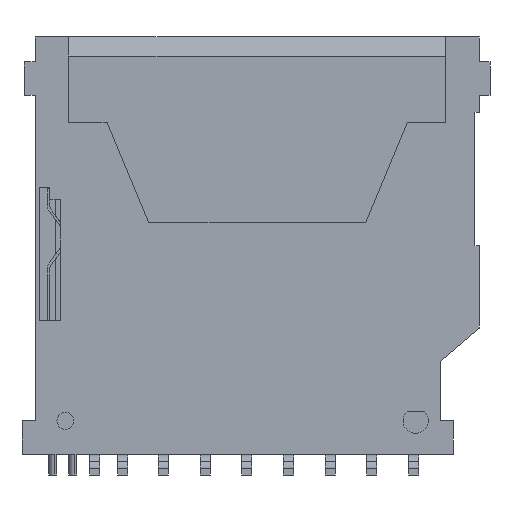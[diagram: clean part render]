
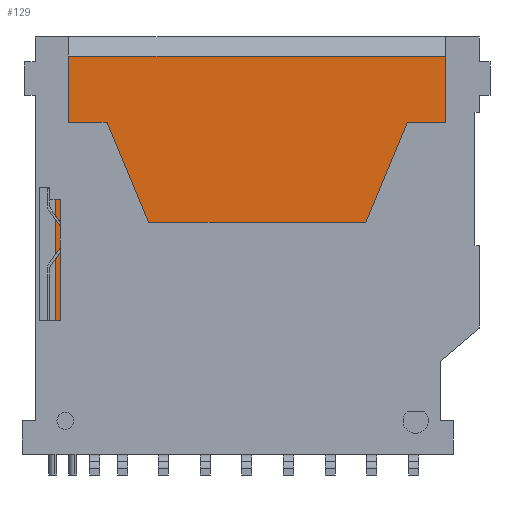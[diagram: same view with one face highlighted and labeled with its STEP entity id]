
A CAD part, front view. The second image highlights one B-rep face of the part: STEP entity #129.
In plain terms, the highlighted planar face has unit normal (0, -1, 0).
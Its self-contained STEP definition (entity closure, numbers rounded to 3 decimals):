
#129=ADVANCED_FACE('',(#575),#576,.T.);
#575=FACE_OUTER_BOUND('',#1372,.T.);
#576=PLANE('',#1373);
#1372=EDGE_LOOP('',(#2586,#2587,#2588,#2589,#2590,#2591,#2592,#2593,#2594,#2595,#2596,#2597,#2598,#2599,#2600,#2601,#2602));
#1373=AXIS2_PLACEMENT_3D('',#2603,#2604,#2605);
#2586=ORIENTED_EDGE('',*,*,#5619,.T.);
#2587=ORIENTED_EDGE('',*,*,#5617,.T.);
#2588=ORIENTED_EDGE('',*,*,#5620,.F.);
#2589=ORIENTED_EDGE('',*,*,#5621,.F.);
#2590=ORIENTED_EDGE('',*,*,#5560,.F.);
#2591=ORIENTED_EDGE('',*,*,#5554,.F.);
#2592=ORIENTED_EDGE('',*,*,#5585,.T.);
#2593=ORIENTED_EDGE('',*,*,#5563,.T.);
#2594=ORIENTED_EDGE('',*,*,#5558,.F.);
#2595=ORIENTED_EDGE('',*,*,#5622,.F.);
#2596=ORIENTED_EDGE('',*,*,#5623,.F.);
#2597=ORIENTED_EDGE('',*,*,#5624,.F.);
#2598=ORIENTED_EDGE('',*,*,#5625,.T.);
#2599=ORIENTED_EDGE('',*,*,#5626,.F.);
#2600=ORIENTED_EDGE('',*,*,#5517,.F.);
#2601=ORIENTED_EDGE('',*,*,#5627,.F.);
#2602=ORIENTED_EDGE('',*,*,#5609,.T.);
#2603=CARTESIAN_POINT('',(0.0,1.15,0.0));
#2604=DIRECTION('',(0.0,-1.0,0.0));
#2605=DIRECTION('',(0.0,0.0,-1.0));
#5517=EDGE_CURVE('',#6707,#6709,#6710,.T.);
#5554=EDGE_CURVE('',#6764,#6766,#6767,.T.);
#5558=EDGE_CURVE('',#6771,#6773,#6774,.T.);
#5560=EDGE_CURVE('',#6766,#6776,#6777,.T.);
#5563=EDGE_CURVE('',#6781,#6773,#6782,.T.);
#5585=EDGE_CURVE('',#6764,#6781,#6821,.T.);
#5609=EDGE_CURVE('',#6864,#6862,#6865,.T.);
#5617=EDGE_CURVE('',#6878,#6876,#6879,.T.);
#5619=EDGE_CURVE('',#6862,#6878,#6881,.T.);
#5620=EDGE_CURVE('',#6882,#6876,#6883,.T.);
#5621=EDGE_CURVE('',#6776,#6882,#6884,.T.);
#5622=EDGE_CURVE('',#6885,#6771,#6886,.T.);
#5623=EDGE_CURVE('',#6887,#6885,#6888,.T.);
#5624=EDGE_CURVE('',#6889,#6887,#6890,.T.);
#5625=EDGE_CURVE('',#6889,#6891,#6892,.T.);
#5626=EDGE_CURVE('',#6709,#6891,#6893,.T.);
#5627=EDGE_CURVE('',#6864,#6707,#6894,.T.);
#6707=VERTEX_POINT('',#8607);
#6709=VERTEX_POINT('',#8610);
#6710=LINE('',#8611,#8612);
#6764=VERTEX_POINT('',#8701);
#6766=VERTEX_POINT('',#8704);
#6767=LINE('',#8705,#8706);
#6771=VERTEX_POINT('',#8712);
#6773=VERTEX_POINT('',#8715);
#6774=LINE('',#8716,#8717);
#6776=VERTEX_POINT('',#8720);
#6777=LINE('',#8721,#8722);
#6781=VERTEX_POINT('',#8728);
#6782=LINE('',#8729,#8730);
#6821=LINE('',#8786,#8787);
#6862=VERTEX_POINT('',#8850);
#6864=VERTEX_POINT('',#8853);
#6865=LINE('',#8854,#8855);
#6876=VERTEX_POINT('',#8872);
#6878=VERTEX_POINT('',#8875);
#6879=LINE('',#8876,#8877);
#6881=LINE('',#8880,#8881);
#6882=VERTEX_POINT('',#8882);
#6883=LINE('',#8883,#8884);
#6884=LINE('',#8885,#8886);
#6885=VERTEX_POINT('',#8887);
#6886=LINE('',#8888,#8889);
#6887=VERTEX_POINT('',#8890);
#6888=LINE('',#8891,#8892);
#6889=VERTEX_POINT('',#8893);
#6890=LINE('',#8894,#8895);
#6891=VERTEX_POINT('',#8896);
#6892=LINE('',#8897,#8898);
#6893=LINE('',#8899,#8900);
#6894=LINE('',#8901,#8902);
#8607=CARTESIAN_POINT('',(-12.1,1.15,-21.0));
#8610=CARTESIAN_POINT('',(-12.1,1.15,-1.497));
#8611=CARTESIAN_POINT('',(-12.1,1.15,-21.0));
#8612=VECTOR('',#11187,19.503);
#8701=CARTESIAN_POINT('',(12.3,1.15,-12.5));
#8704=CARTESIAN_POINT('',(12.1,1.15,-12.5));
#8705=CARTESIAN_POINT('',(12.3,1.15,-12.5));
#8706=VECTOR('',#11224,0.2);
#8712=CARTESIAN_POINT('',(12.1,1.15,-1.497));
#8715=CARTESIAN_POINT('',(12.1,1.15,-8.5));
#8716=CARTESIAN_POINT('',(12.1,1.15,-1.497));
#8717=VECTOR('',#11228,7.003);
#8720=CARTESIAN_POINT('',(12.1,1.15,-17.3));
#8721=CARTESIAN_POINT('',(12.1,1.15,-12.5));
#8722=VECTOR('',#11230,4.8);
#8728=CARTESIAN_POINT('',(12.3,1.15,-8.5));
#8729=CARTESIAN_POINT('',(12.3,1.15,-8.5));
#8730=VECTOR('',#11233,0.2);
#8786=CARTESIAN_POINT('',(12.3,1.15,-12.5));
#8787=VECTOR('',#11263,4.0);
#8850=CARTESIAN_POINT('',(-11.8,1.15,-20.0));
#8853=CARTESIAN_POINT('',(-11.8,1.15,-21.0));
#8854=CARTESIAN_POINT('',(-11.8,1.15,-21.0));
#8855=VECTOR('',#11287,1.0);
#8872=CARTESIAN_POINT('',(5.95,1.15,-21.0));
#8875=CARTESIAN_POINT('',(5.95,1.15,-20.0));
#8876=CARTESIAN_POINT('',(5.95,1.15,-20.0));
#8877=VECTOR('',#11295,1.0);
#8880=CARTESIAN_POINT('',(-11.8,1.15,-20.0));
#8881=VECTOR('',#11297,17.75);
#8882=CARTESIAN_POINT('',(7.771,1.15,-21.0));
#8883=CARTESIAN_POINT('',(7.771,1.15,-21.0));
#8884=VECTOR('',#11298,1.821);
#8885=CARTESIAN_POINT('',(12.1,1.15,-17.3));
#8886=VECTOR('',#11299,5.695);
#8887=CARTESIAN_POINT('',(11.95,1.15,-1.497));
#8888=CARTESIAN_POINT('',(11.95,1.15,-1.497));
#8889=VECTOR('',#11300,0.15);
#8890=CARTESIAN_POINT('',(11.95,1.15,-1.146));
#8891=CARTESIAN_POINT('',(11.95,1.15,-1.146));
#8892=VECTOR('',#11301,0.351);
#8893=CARTESIAN_POINT('',(-11.95,1.15,-1.146));
#8894=CARTESIAN_POINT('',(-11.95,1.15,-1.146));
#8895=VECTOR('',#11302,23.9);
#8896=CARTESIAN_POINT('',(-11.95,1.15,-1.497));
#8897=CARTESIAN_POINT('',(-11.95,1.15,-1.146));
#8898=VECTOR('',#11303,0.351);
#8899=CARTESIAN_POINT('',(-12.1,1.15,-1.497));
#8900=VECTOR('',#11304,0.15);
#8901=CARTESIAN_POINT('',(-11.8,1.15,-21.0));
#8902=VECTOR('',#11305,0.3);
#11187=DIRECTION('',(0.0,0.0,1.0));
#11224=DIRECTION('',(-1.0,0.0,0.0));
#11228=DIRECTION('',(0.0,0.0,-1.0));
#11230=DIRECTION('',(0.0,0.0,-1.0));
#11233=DIRECTION('',(-1.0,0.0,0.0));
#11263=DIRECTION('',(0.0,0.0,1.0));
#11287=DIRECTION('',(0.0,0.0,1.0));
#11295=DIRECTION('',(0.0,0.0,-1.0));
#11297=DIRECTION('',(1.0,0.0,0.0));
#11298=DIRECTION('',(-1.0,0.0,0.0));
#11299=DIRECTION('',(-0.76,0.0,-0.65));
#11300=DIRECTION('',(1.0,0.0,0.0));
#11301=DIRECTION('',(0.0,0.0,-1.0));
#11302=DIRECTION('',(1.0,0.0,0.0));
#11303=DIRECTION('',(0.0,0.0,-1.0));
#11304=DIRECTION('',(1.0,0.0,0.0));
#11305=DIRECTION('',(-1.0,0.0,0.0));
